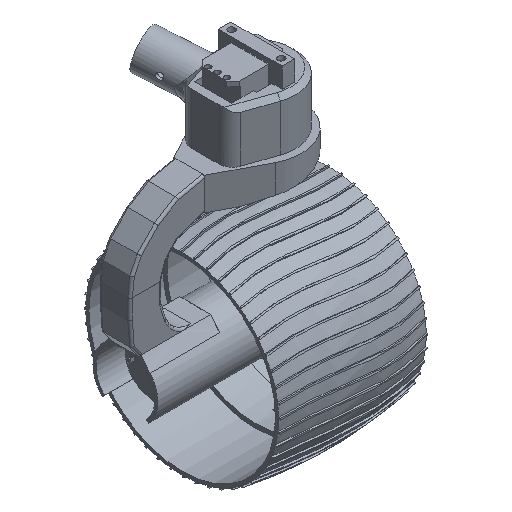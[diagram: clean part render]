
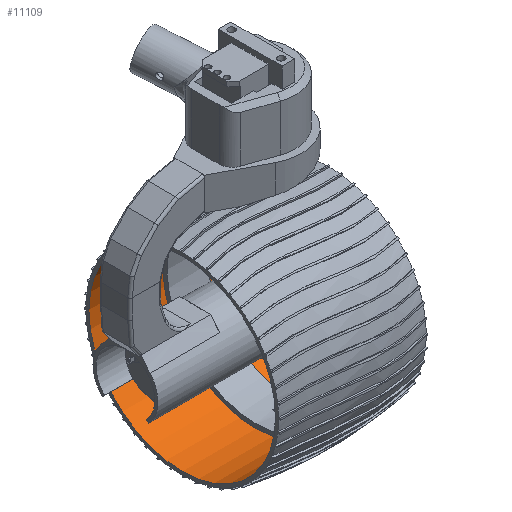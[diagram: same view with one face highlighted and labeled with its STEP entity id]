
A CAD part, isometric view. The second image highlights one B-rep face of the part: STEP entity #11109.
In plain terms, the highlighted cylindrical face has radius 60 mm (diameter 120 mm), a full revolution.
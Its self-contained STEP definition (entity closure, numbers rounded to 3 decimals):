
#1040=CIRCLE('',#11865,60.);
#1136=CIRCLE('',#11962,60.);
#1339=CYLINDRICAL_SURFACE('',#11963,60.);
#1772=FACE_OUTER_BOUND('',#2431,.T.);
#2431=EDGE_LOOP('',(#9130,#9131,#9132,#9133));
#3182=LINE('',#39876,#4009);
#4009=VECTOR('',#13703,60.);
#4913=VERTEX_POINT('',#19532);
#5102=VERTEX_POINT('',#20652);
#6131=EDGE_CURVE('',#4913,#4913,#1040,.T.);
#6329=EDGE_CURVE('',#5102,#5102,#1136,.T.);
#6512=EDGE_CURVE('',#4913,#5102,#3182,.T.);
#9130=ORIENTED_EDGE('',*,*,#6131,.T.);
#9131=ORIENTED_EDGE('',*,*,#6512,.T.);
#9132=ORIENTED_EDGE('',*,*,#6329,.F.);
#9133=ORIENTED_EDGE('',*,*,#6512,.F.);
#11109=ADVANCED_FACE('',(#1772),#1339,.F.);
#11865=AXIS2_PLACEMENT_3D('',#19533,#13411,#13412);
#11962=AXIS2_PLACEMENT_3D('',#20653,#13699,#13700);
#11963=AXIS2_PLACEMENT_3D('',#39875,#13701,#13702);
#13411=DIRECTION('center_axis',(1.,0.,0.));
#13412=DIRECTION('ref_axis',(0.,0.,-1.));
#13699=DIRECTION('center_axis',(1.,0.,0.));
#13700=DIRECTION('ref_axis',(0.,0.,-1.));
#13701=DIRECTION('center_axis',(1.,0.,0.));
#13702=DIRECTION('ref_axis',(0.,1.,0.));
#13703=DIRECTION('',(-1.,0.,0.));
#19532=CARTESIAN_POINT('',(47.5,-60.,0.));
#19533=CARTESIAN_POINT('Origin',(47.5,0.,0.));
#20652=CARTESIAN_POINT('',(-47.5,-60.,0.));
#20653=CARTESIAN_POINT('Origin',(-47.5,0.,0.));
#39875=CARTESIAN_POINT('Origin',(0.,0.,0.));
#39876=CARTESIAN_POINT('',(0.,-60.,0.));
